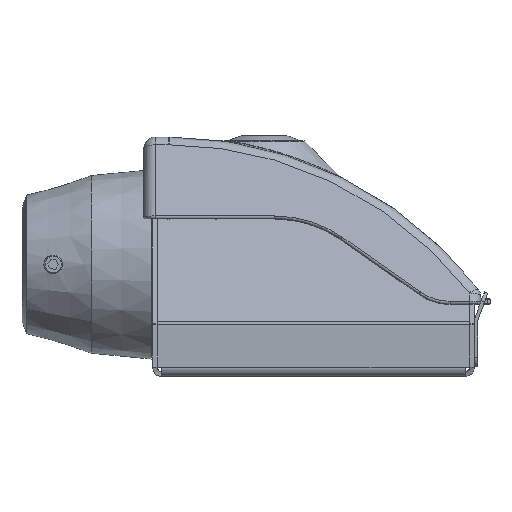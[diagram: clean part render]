
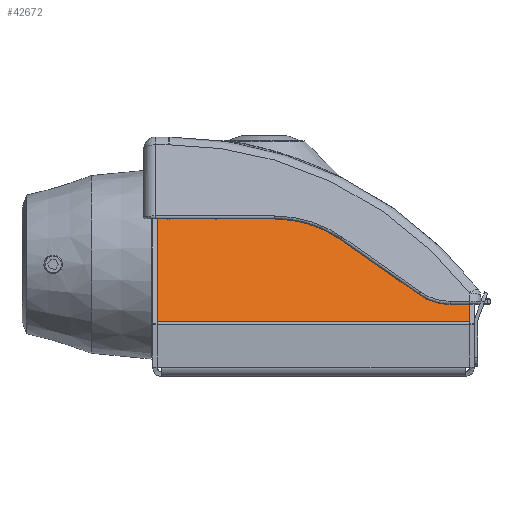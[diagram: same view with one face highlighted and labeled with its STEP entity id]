
A CAD part, left-side view. The second image highlights one B-rep face of the part: STEP entity #42672.
In plain terms, the highlighted planar face has unit normal (-0.945, 0, 0.328).
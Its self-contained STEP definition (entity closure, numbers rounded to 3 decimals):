
#347 = VECTOR ( 'NONE', #36465, 1000. ) ;
#459 = CARTESIAN_POINT ( 'NONE',  ( 0.164, -52.655, 23.513 ) ) ;
#495 = CARTESIAN_POINT ( 'NONE',  ( 16.402, -2., 70.274 ) ) ;
#601 = ORIENTED_EDGE ( 'NONE', *, *, #42671, .F. ) ;
#667 = CARTESIAN_POINT ( 'NONE',  ( -9.029, -137.5, -2.961 ) ) ;
#2275 = AXIS2_PLACEMENT_3D ( 'NONE', #13113, #19755, #36151 ) ;
#2528 = CARTESIAN_POINT ( 'NONE',  ( 3.389, -129.287, 32.8 ) ) ;
#3300 = DIRECTION ( 'NONE',  ( 0.945, 0., -0.328 ) ) ;
#3440 = PLANE ( 'NONE',  #2275 ) ;
#4878 = DIRECTION ( 'NONE',  ( 0.328, 0., 0.945 ) ) ;
#5746 = DIRECTION ( 'NONE',  ( -0.328, 0., -0.945 ) ) ;
#6018 = ORIENTED_EDGE ( 'NONE', *, *, #14696, .F. ) ;
#6497 = CARTESIAN_POINT ( 'NONE',  ( 3.389, -104.25, 32.8 ) ) ;
#6799 = CARTESIAN_POINT ( 'NONE',  ( 18.213, -61.554, 75.487 ) ) ;
#7523 = EDGE_CURVE ( 'NONE', #15844, #9034, #39490, .T. ) ;
#7962 = EDGE_LOOP ( 'NONE', ( #15114, #32593, #34095, #24948, #6018, #22652, #601, #19139 ) ) ;
#9034 = VERTEX_POINT ( 'NONE', #24935 ) ;
#9417 = VECTOR ( 'NONE', #5746, 1000. ) ;
#9672 = DIRECTION ( 'NONE',  ( 0., -1., 0. ) ) ;
#12101 = VERTEX_POINT ( 'NONE', #41076 ) ;
#12129 = AXIS2_PLACEMENT_3D ( 'NONE', #459, #29899, #26647 ) ;
#12177 = EDGE_CURVE ( 'NONE', #34815, #13279, #18141, .T. ) ;
#13113 = CARTESIAN_POINT ( 'NONE',  ( -9.029, 0., -2.961 ) ) ;
#13279 = VERTEX_POINT ( 'NONE', #35111 ) ;
#13522 = CARTESIAN_POINT ( 'NONE',  ( 16.402, 0., 70.274 ) ) ;
#14696 = EDGE_CURVE ( 'NONE', #12101, #13279, #22612, .T. ) ;
#15114 = ORIENTED_EDGE ( 'NONE', *, *, #30421, .F. ) ;
#15192 = DIRECTION ( 'NONE',  ( 0., 1., 0. ) ) ;
#15194 = AXIS2_PLACEMENT_3D ( 'NONE', #26167, #3300, #38800 ) ;
#15844 = VERTEX_POINT ( 'NONE', #18609 ) ;
#16146 = LINE ( 'NONE', #6497, #36686 ) ;
#16379 = CARTESIAN_POINT ( 'NONE',  ( 3.389, -137.5, 32.8 ) ) ;
#18141 = LINE ( 'NONE', #41375, #9417 ) ;
#18609 = CARTESIAN_POINT ( 'NONE',  ( 13.209, -82.131, 61.079 ) ) ;
#19139 = ORIENTED_EDGE ( 'NONE', *, *, #32115, .T. ) ;
#19755 = DIRECTION ( 'NONE',  ( 0.945, 0., -0.328 ) ) ;
#20882 = EDGE_CURVE ( 'NONE', #9034, #34815, #42555, .T. ) ;
#21130 = VERTEX_POINT ( 'NONE', #2528 ) ;
#22612 = LINE ( 'NONE', #37885, #29189 ) ;
#22652 = ORIENTED_EDGE ( 'NONE', *, *, #25809, .T. ) ;
#23731 = VERTEX_POINT ( 'NONE', #16379 ) ;
#23875 = FACE_OUTER_BOUND ( 'NONE', #7962, .T. ) ;
#24935 = CARTESIAN_POINT ( 'NONE',  ( 16.402, -52.655, 70.274 ) ) ;
#24948 = ORIENTED_EDGE ( 'NONE', *, *, #12177, .T. ) ;
#25809 = EDGE_CURVE ( 'NONE', #12101, #23731, #34288, .T. ) ;
#25890 = CIRCLE ( 'NONE', #15194, 20.5 ) ;
#26167 = CARTESIAN_POINT ( 'NONE',  ( 10.114, -129.287, 52.166 ) ) ;
#26647 = DIRECTION ( 'NONE',  ( -0.328, 0., -0.945 ) ) ;
#28392 = VERTEX_POINT ( 'NONE', #42395 ) ;
#29189 = VECTOR ( 'NONE', #15192, 1000. ) ;
#29899 = DIRECTION ( 'NONE',  ( -0.945, 0., 0.328 ) ) ;
#30421 = EDGE_CURVE ( 'NONE', #15844, #28392, #33245, .T. ) ;
#32115 = EDGE_CURVE ( 'NONE', #21130, #28392, #25890, .T. ) ;
#32593 = ORIENTED_EDGE ( 'NONE', *, *, #7523, .T. ) ;
#33181 = DIRECTION ( 'NONE',  ( -0.195, -0.803, -0.563 ) ) ;
#33245 = LINE ( 'NONE', #6799, #42040 ) ;
#34095 = ORIENTED_EDGE ( 'NONE', *, *, #20882, .T. ) ;
#34288 = LINE ( 'NONE', #667, #38510 ) ;
#34815 = VERTEX_POINT ( 'NONE', #495 ) ;
#35111 = CARTESIAN_POINT ( 'NONE',  ( 0.221, -2., 23.678 ) ) ;
#36151 = DIRECTION ( 'NONE',  ( -0.328, 0., -0.945 ) ) ;
#36465 = DIRECTION ( 'NONE',  ( 0., 1., 0. ) ) ;
#36686 = VECTOR ( 'NONE', #9672, 1000. ) ;
#37885 = CARTESIAN_POINT ( 'NONE',  ( 0.221, 0., 23.678 ) ) ;
#38510 = VECTOR ( 'NONE', #4878, 1000. ) ;
#38800 = DIRECTION ( 'NONE',  ( -0.328, 0., -0.945 ) ) ;
#39490 = CIRCLE ( 'NONE', #12129, 49.5 ) ;
#41076 = CARTESIAN_POINT ( 'NONE',  ( 0.221, -137.5, 23.678 ) ) ;
#41375 = CARTESIAN_POINT ( 'NONE',  ( -9.029, -2., -2.961 ) ) ;
#42040 = VECTOR ( 'NONE', #33181, 1000. ) ;
#42395 = CARTESIAN_POINT ( 'NONE',  ( 4.711, -117.08, 36.608 ) ) ;
#42555 = LINE ( 'NONE', #13522, #347 ) ;
#42671 = EDGE_CURVE ( 'NONE', #21130, #23731, #16146, .T. ) ;
#42672 = ADVANCED_FACE ( 'NONE', ( #23875 ), #3440, .F. ) ;
